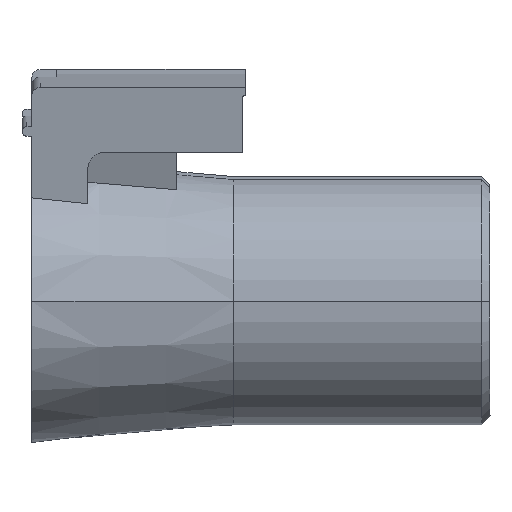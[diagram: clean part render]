
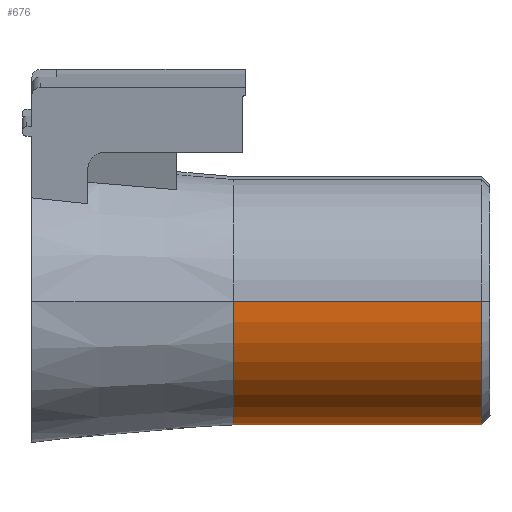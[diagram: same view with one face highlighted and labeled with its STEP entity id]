
A CAD part, front view. The second image highlights one B-rep face of the part: STEP entity #676.
In plain terms, the highlighted cylindrical face has radius 7.5 mm (diameter 15 mm), a partial arc.
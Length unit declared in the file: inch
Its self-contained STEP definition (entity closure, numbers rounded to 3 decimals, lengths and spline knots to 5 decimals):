
#35 = VERTEX_POINT ( 'NONE', #2711 ) ;
#76 = CARTESIAN_POINT ( 'NONE',  ( 0.7565, -0.0335, -0.00293 ) ) ;
#97 = DIRECTION ( 'NONE',  ( 0., -1., 0. ) ) ;
#131 = VERTEX_POINT ( 'NONE', #1207 ) ;
#133 = LINE ( 'NONE', #688, #2798 ) ;
#268 = CARTESIAN_POINT ( 'NONE',  ( 0.45, 0.00894, -0.29514 ) ) ;
#331 = EDGE_CURVE ( 'NONE', #35, #131, #2785, .T. ) ;
#348 = ORIENTED_EDGE ( 'NONE', *, *, #331, .T. ) ;
#358 = DIRECTION ( 'NONE',  ( -1., 0., 0. ) ) ;
#676 = ADVANCED_FACE ( 'NONE', ( #2782 ), #2197, .T. ) ;
#686 = ORIENTED_EDGE ( 'NONE', *, *, #3234, .T. ) ;
#688 = CARTESIAN_POINT ( 'NONE',  ( 0.7565, -0.32877, -0.00293 ) ) ;
#695 = DIRECTION ( 'NONE',  ( -1., 0., 0. ) ) ;
#739 = AXIS2_PLACEMENT_3D ( 'NONE', #2152, #695, #97 ) ;
#839 = DIRECTION ( 'NONE',  ( 0., -1., 0. ) ) ;
#845 = LINE ( 'NONE', #1738, #1750 ) ;
#871 = ORIENTED_EDGE ( 'NONE', *, *, #3139, .F. ) ;
#888 = EDGE_CURVE ( 'NONE', #3478, #3513, #2224, .T. ) ;
#1176 = CARTESIAN_POINT ( 'NONE',  ( 0.45, -0.0335, -0.00293 ) ) ;
#1207 = CARTESIAN_POINT ( 'NONE',  ( 1.04331, -0.32877, -0.00293 ) ) ;
#1242 = AXIS2_PLACEMENT_3D ( 'NONE', #76, #358, #3318 ) ;
#1738 = CARTESIAN_POINT ( 'NONE',  ( 0.7565, 0.00894, -0.29514 ) ) ;
#1749 = CARTESIAN_POINT ( 'NONE',  ( 0.45, -0.32877, -0.00293 ) ) ;
#1750 = VECTOR ( 'NONE', #2983, 39.37008 ) ;
#2152 = CARTESIAN_POINT ( 'NONE',  ( 1.04331, -0.0335, -0.00293 ) ) ;
#2197 = CYLINDRICAL_SURFACE ( 'NONE', #1242, 0.29528 ) ;
#2224 = CIRCLE ( 'NONE', #3859, 0.29528 ) ;
#2711 = CARTESIAN_POINT ( 'NONE',  ( 1.04331, 0.00894, -0.29514 ) ) ;
#2782 = FACE_OUTER_BOUND ( 'NONE', #3131, .T. ) ;
#2785 = CIRCLE ( 'NONE', #739, 0.29528 ) ;
#2795 = ORIENTED_EDGE ( 'NONE', *, *, #888, .T. ) ;
#2798 = VECTOR ( 'NONE', #3671, 39.37008 ) ;
#2916 = DIRECTION ( 'NONE',  ( 1., 0., 0. ) ) ;
#2983 = DIRECTION ( 'NONE',  ( -1., 0., 0. ) ) ;
#3131 = EDGE_LOOP ( 'NONE', ( #348, #686, #2795, #871 ) ) ;
#3139 = EDGE_CURVE ( 'NONE', #35, #3513, #845, .T. ) ;
#3234 = EDGE_CURVE ( 'NONE', #131, #3478, #133, .T. ) ;
#3318 = DIRECTION ( 'NONE',  ( 0., -1., 0. ) ) ;
#3478 = VERTEX_POINT ( 'NONE', #1749 ) ;
#3513 = VERTEX_POINT ( 'NONE', #268 ) ;
#3671 = DIRECTION ( 'NONE',  ( -1., 0., 0. ) ) ;
#3859 = AXIS2_PLACEMENT_3D ( 'NONE', #1176, #2916, #839 ) ;
